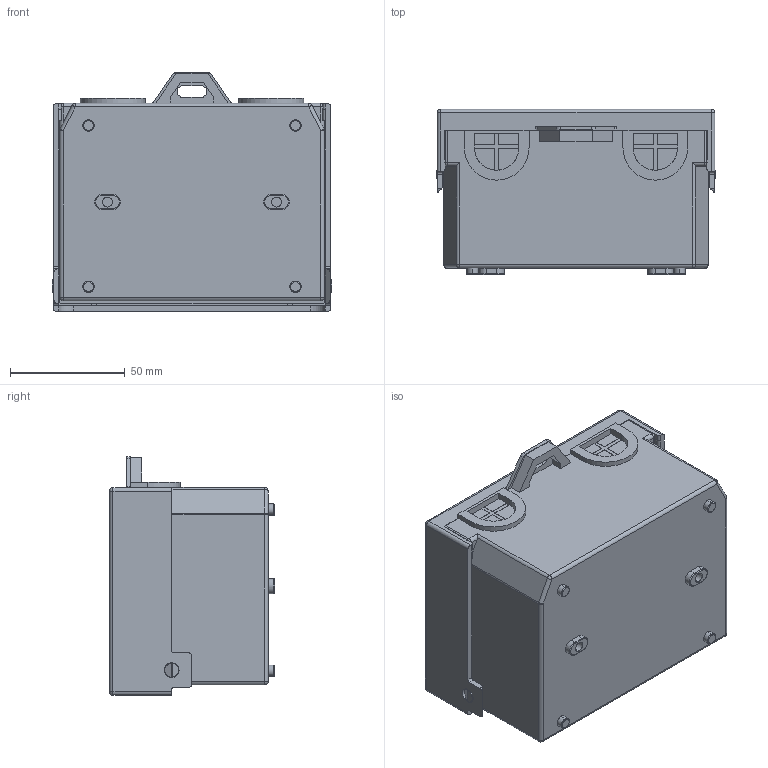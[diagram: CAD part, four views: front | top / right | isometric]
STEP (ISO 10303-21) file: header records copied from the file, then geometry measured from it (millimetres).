
FILE_DESCRIPTION (( 'STEP AP214' ), '1' );
FILE_NAME ('AL-CAT6AHPJW.STEP', '2019-03-21T12:58:20', ( '' ), ( '' ), 'SwSTEP 2.0', 'SolidWorks 2017', '' );
FILE_SCHEMA (( 'AUTOMOTIVE_DESIGN' ));
Length unit declared in the file: inch
Products named in the file (6): XE-0005-MA1; XE-0004-MA3; XE-0004-MA5; AL-CAT6AHPJW; XE-0004-MA4; XE-0005-MA2
Assembly tree (11 placements, depth 2):
  AL-CAT6AHPJW
    XE-0005-MA1
    XE-0004-MA4  x4
    XE-0004-MA5  x3
    XE-0004-MA3  x2
    XE-0005-MA2
Bounding box: 121.67 x 71.88 x 103.89 mm (x, y, z)
Volume: 125096.1 mm3; surface area: 110578.1 mm2
Topology: 11 solids, 11 shells, 679 faces, 1581 edges, 928 vertices
Faces by surface type: plane 242, cone 224, cylinder 185, torus 16, sphere 12
Entity records: 16355 total; most frequent: DIRECTION 2737, CARTESIAN_POINT 2618, ORIENTED_EDGE 2458, EDGE_CURVE 1229, AXIS2_PLACEMENT_3D 999, LINE 739, VECTOR 739, VERTEX_POINT 724
